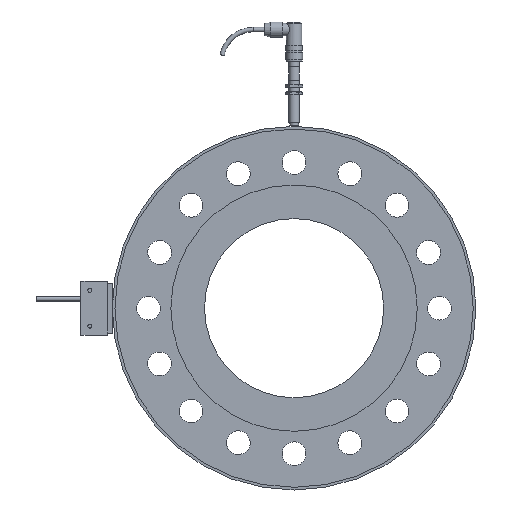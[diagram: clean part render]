
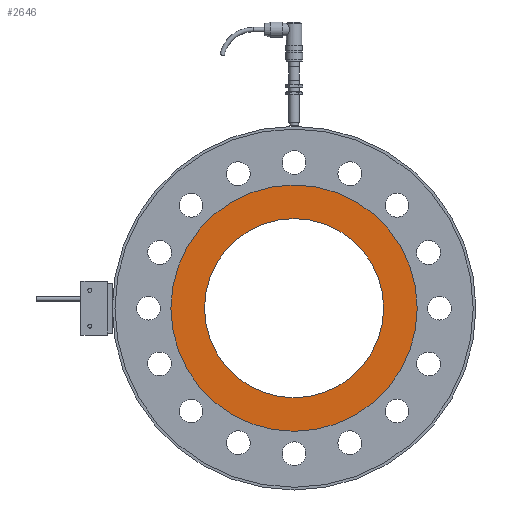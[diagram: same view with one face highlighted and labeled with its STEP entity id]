
A CAD part, left-side view. The second image highlights one B-rep face of the part: STEP entity #2646.
In plain terms, the highlighted planar face has unit normal (-1, 0, 0).
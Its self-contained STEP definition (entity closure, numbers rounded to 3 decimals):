
#341 = EDGE_CURVE ( 'NONE', #4059, #4059, #4546, .T. ) ;
#468 = ORIENTED_EDGE ( 'NONE', *, *, #341, .T. ) ;
#568 = CARTESIAN_POINT ( 'NONE',  ( 6., 0., 137.5 ) ) ;
#649 = CARTESIAN_POINT ( 'NONE',  ( 6., 0., 0. ) ) ;
#1202 = CARTESIAN_POINT ( 'NONE',  ( 6., 0., 100. ) ) ;
#1281 = DIRECTION ( 'NONE',  ( 0., 0., 1. ) ) ;
#1357 = CARTESIAN_POINT ( 'NONE',  ( 6., 0., 0. ) ) ;
#1815 = DIRECTION ( 'NONE',  ( -1., 0., 0. ) ) ;
#2020 = EDGE_CURVE ( 'NONE', #3164, #3164, #5033, .T. ) ;
#2327 = AXIS2_PLACEMENT_3D ( 'NONE', #649, #1815, #2585 ) ;
#2490 = DIRECTION ( 'NONE',  ( -1., 0., 0. ) ) ;
#2585 = DIRECTION ( 'NONE',  ( 0., 0., 1. ) ) ;
#2606 = EDGE_LOOP ( 'NONE', ( #3312 ) ) ;
#2646 = ADVANCED_FACE ( 'NONE', ( #4115, #3277 ), #4821, .F. ) ;
#3164 = VERTEX_POINT ( 'NONE', #1202 ) ;
#3277 = FACE_OUTER_BOUND ( 'NONE', #4586, .T. ) ;
#3312 = ORIENTED_EDGE ( 'NONE', *, *, #2020, .F. ) ;
#3418 = AXIS2_PLACEMENT_3D ( 'NONE', #4487, #4384, #3662 ) ;
#3662 = DIRECTION ( 'NONE',  ( 0., 0., -1. ) ) ;
#4059 = VERTEX_POINT ( 'NONE', #568 ) ;
#4115 = FACE_BOUND ( 'NONE', #2606, .T. ) ;
#4384 = DIRECTION ( 'NONE',  ( 1., 0., 0. ) ) ;
#4487 = CARTESIAN_POINT ( 'NONE',  ( 6., 137.5, 0. ) ) ;
#4546 = CIRCLE ( 'NONE', #2327, 137.5 ) ;
#4586 = EDGE_LOOP ( 'NONE', ( #468 ) ) ;
#4786 = AXIS2_PLACEMENT_3D ( 'NONE', #1357, #2490, #1281 ) ;
#4821 = PLANE ( 'NONE',  #3418 ) ;
#5033 = CIRCLE ( 'NONE', #4786, 100. ) ;
